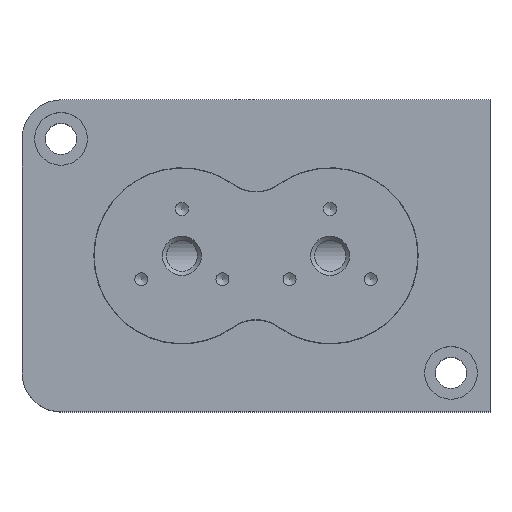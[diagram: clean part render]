
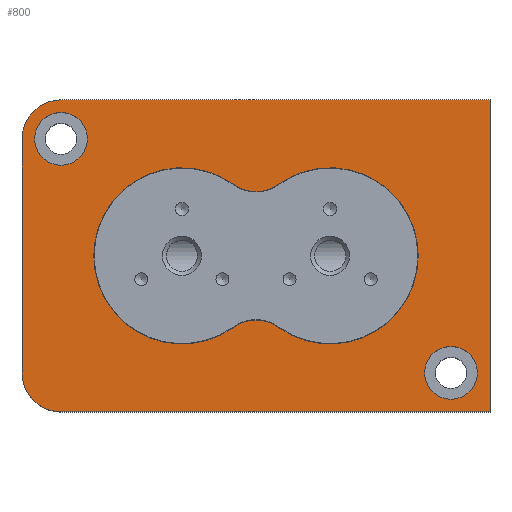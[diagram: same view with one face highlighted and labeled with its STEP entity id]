
A CAD part, top view. The second image highlights one B-rep face of the part: STEP entity #800.
In plain terms, the highlighted planar face has unit normal (0, 0, 1).
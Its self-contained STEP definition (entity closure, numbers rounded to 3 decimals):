
#32=FACE_BOUND('',#116,.T.);
#33=FACE_BOUND('',#117,.T.);
#34=FACE_BOUND('',#118,.T.);
#51=PLANE('',#865);
#66=FACE_OUTER_BOUND('',#115,.T.);
#115=EDGE_LOOP('',(#549,#550,#551,#552,#553,#554));
#116=EDGE_LOOP('',(#555,#556));
#117=EDGE_LOOP('',(#557,#558));
#118=EDGE_LOOP('',(#559,#560,#561,#562));
#184=LINE('',#1249,#239);
#185=LINE('',#1253,#240);
#186=LINE('',#1255,#241);
#187=LINE('',#1256,#242);
#239=VECTOR('',#980,10.);
#240=VECTOR('',#983,10.);
#241=VECTOR('',#984,10.);
#242=VECTOR('',#985,10.);
#292=CIRCLE('',#863,10.);
#294=CIRCLE('',#866,10.);
#295=CIRCLE('',#867,6.75);
#296=CIRCLE('',#868,6.75);
#297=CIRCLE('',#869,6.75);
#298=CIRCLE('',#870,6.75);
#299=CIRCLE('',#871,9.9);
#300=CIRCLE('',#872,22.6);
#301=CIRCLE('',#873,9.9);
#302=CIRCLE('',#874,22.6);
#349=VERTEX_POINT('',#1239);
#350=VERTEX_POINT('',#1240);
#353=VERTEX_POINT('',#1248);
#354=VERTEX_POINT('',#1250);
#355=VERTEX_POINT('',#1252);
#356=VERTEX_POINT('',#1254);
#357=VERTEX_POINT('',#1257);
#358=VERTEX_POINT('',#1258);
#359=VERTEX_POINT('',#1261);
#360=VERTEX_POINT('',#1262);
#361=VERTEX_POINT('',#1265);
#362=VERTEX_POINT('',#1266);
#363=VERTEX_POINT('',#1268);
#364=VERTEX_POINT('',#1270);
#429=EDGE_CURVE('',#349,#350,#292,.T.);
#433=EDGE_CURVE('',#353,#349,#184,.T.);
#434=EDGE_CURVE('',#354,#353,#294,.T.);
#435=EDGE_CURVE('',#355,#354,#185,.T.);
#436=EDGE_CURVE('',#356,#355,#186,.T.);
#437=EDGE_CURVE('',#350,#356,#187,.T.);
#438=EDGE_CURVE('',#357,#358,#295,.T.);
#439=EDGE_CURVE('',#358,#357,#296,.T.);
#440=EDGE_CURVE('',#359,#360,#297,.T.);
#441=EDGE_CURVE('',#360,#359,#298,.T.);
#442=EDGE_CURVE('',#361,#362,#299,.T.);
#443=EDGE_CURVE('',#363,#361,#300,.T.);
#444=EDGE_CURVE('',#364,#363,#301,.T.);
#445=EDGE_CURVE('',#362,#364,#302,.T.);
#549=ORIENTED_EDGE('',*,*,#429,.F.);
#550=ORIENTED_EDGE('',*,*,#433,.F.);
#551=ORIENTED_EDGE('',*,*,#434,.F.);
#552=ORIENTED_EDGE('',*,*,#435,.F.);
#553=ORIENTED_EDGE('',*,*,#436,.F.);
#554=ORIENTED_EDGE('',*,*,#437,.F.);
#555=ORIENTED_EDGE('',*,*,#438,.T.);
#556=ORIENTED_EDGE('',*,*,#439,.T.);
#557=ORIENTED_EDGE('',*,*,#440,.T.);
#558=ORIENTED_EDGE('',*,*,#441,.T.);
#559=ORIENTED_EDGE('',*,*,#442,.F.);
#560=ORIENTED_EDGE('',*,*,#443,.F.);
#561=ORIENTED_EDGE('',*,*,#444,.F.);
#562=ORIENTED_EDGE('',*,*,#445,.F.);
#800=ADVANCED_FACE('',(#66,#32,#33,#34),#51,.T.);
#863=AXIS2_PLACEMENT_3D('',#1241,#972,#973);
#865=AXIS2_PLACEMENT_3D('',#1247,#978,#979);
#866=AXIS2_PLACEMENT_3D('',#1251,#981,#982);
#867=AXIS2_PLACEMENT_3D('',#1259,#986,#987);
#868=AXIS2_PLACEMENT_3D('',#1260,#988,#989);
#869=AXIS2_PLACEMENT_3D('',#1263,#990,#991);
#870=AXIS2_PLACEMENT_3D('',#1264,#992,#993);
#871=AXIS2_PLACEMENT_3D('',#1267,#994,#995);
#872=AXIS2_PLACEMENT_3D('',#1269,#996,#997);
#873=AXIS2_PLACEMENT_3D('',#1271,#998,#999);
#874=AXIS2_PLACEMENT_3D('',#1272,#1000,#1001);
#972=DIRECTION('center_axis',(0.,0.,-1.));
#973=DIRECTION('ref_axis',(-0.707,0.707,0.));
#978=DIRECTION('center_axis',(0.,0.,1.));
#979=DIRECTION('ref_axis',(-1.,0.,0.));
#980=DIRECTION('',(0.,1.,0.));
#981=DIRECTION('center_axis',(0.,0.,-1.));
#982=DIRECTION('ref_axis',(-0.707,-0.707,0.));
#983=DIRECTION('',(-1.,0.,0.));
#984=DIRECTION('',(0.,-1.,0.));
#985=DIRECTION('',(1.,0.,0.));
#986=DIRECTION('center_axis',(0.,0.,-1.));
#987=DIRECTION('ref_axis',(0.,-1.,0.));
#988=DIRECTION('center_axis',(0.,0.,-1.));
#989=DIRECTION('ref_axis',(0.,-1.,0.));
#990=DIRECTION('center_axis',(0.,0.,-1.));
#991=DIRECTION('ref_axis',(0.,-1.,0.));
#992=DIRECTION('center_axis',(0.,0.,-1.));
#993=DIRECTION('ref_axis',(0.,-1.,0.));
#994=DIRECTION('center_axis',(0.,0.,-1.));
#995=DIRECTION('ref_axis',(0.,1.,0.));
#996=DIRECTION('center_axis',(0.,0.,1.));
#997=DIRECTION('ref_axis',(-1.,0.,0.));
#998=DIRECTION('center_axis',(0.,0.,-1.));
#999=DIRECTION('ref_axis',(0.,-1.,0.));
#1000=DIRECTION('center_axis',(0.,0.,1.));
#1001=DIRECTION('ref_axis',(1.,0.,0.));
#1239=CARTESIAN_POINT('',(-60.,30.,35.));
#1240=CARTESIAN_POINT('',(-50.,40.,35.));
#1241=CARTESIAN_POINT('Origin',(-50.,30.,35.));
#1247=CARTESIAN_POINT('Origin',(0.,0.,35.));
#1248=CARTESIAN_POINT('',(-60.,-30.,35.));
#1249=CARTESIAN_POINT('',(-60.,20.,35.));
#1250=CARTESIAN_POINT('',(-50.,-40.,35.));
#1251=CARTESIAN_POINT('Origin',(-50.,-30.,35.));
#1252=CARTESIAN_POINT('',(60.,-40.,35.));
#1253=CARTESIAN_POINT('',(-30.,-40.,35.));
#1254=CARTESIAN_POINT('',(60.,40.,35.));
#1255=CARTESIAN_POINT('',(60.,-20.,35.));
#1256=CARTESIAN_POINT('',(30.,40.,35.));
#1257=CARTESIAN_POINT('',(-50.,23.25,35.));
#1258=CARTESIAN_POINT('',(-50.,36.75,35.));
#1259=CARTESIAN_POINT('Origin',(-50.,30.,35.));
#1260=CARTESIAN_POINT('Origin',(-50.,30.,35.));
#1261=CARTESIAN_POINT('',(50.,-36.75,35.));
#1262=CARTESIAN_POINT('',(50.,-23.25,35.));
#1263=CARTESIAN_POINT('Origin',(50.,-30.,35.));
#1264=CARTESIAN_POINT('Origin',(50.,-30.,35.));
#1265=CARTESIAN_POINT('',(-5.788,-18.336,35.));
#1266=CARTESIAN_POINT('',(5.788,-18.336,35.));
#1267=CARTESIAN_POINT('Origin',(0.,-26.368,35.));
#1268=CARTESIAN_POINT('',(-5.788,18.336,35.));
#1269=CARTESIAN_POINT('Origin',(-19.,0.,35.));
#1270=CARTESIAN_POINT('',(5.788,18.336,35.));
#1271=CARTESIAN_POINT('Origin',(0.,26.368,35.));
#1272=CARTESIAN_POINT('Origin',(19.,0.,35.));
